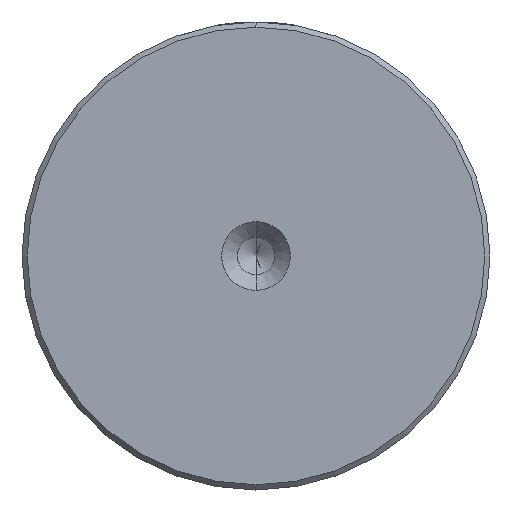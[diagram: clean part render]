
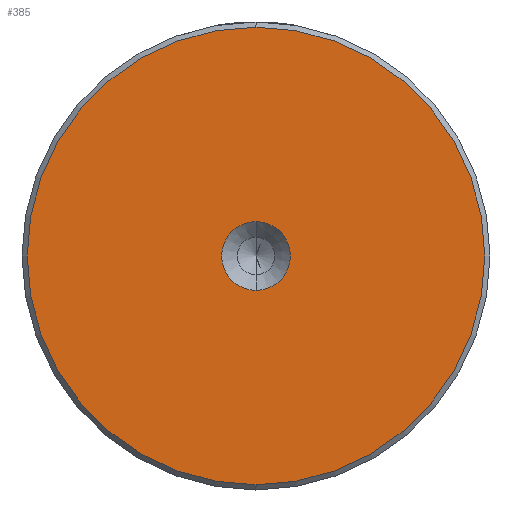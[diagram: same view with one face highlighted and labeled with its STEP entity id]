
A CAD part, left-side view. The second image highlights one B-rep face of the part: STEP entity #385.
In plain terms, the highlighted planar face has unit normal (-1, 0, 0).
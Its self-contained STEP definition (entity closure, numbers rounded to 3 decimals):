
#19 = CARTESIAN_POINT ( 'NONE',  ( 0., 0., -3.3 ) ) ;
#49 = DIRECTION ( 'NONE',  ( 0., 0., 1. ) ) ;
#85 = CARTESIAN_POINT ( 'NONE',  ( 0., 0., 0. ) ) ;
#112 = AXIS2_PLACEMENT_3D ( 'NONE', #977, #955, #948 ) ;
#159 = AXIS2_PLACEMENT_3D ( 'NONE', #85, #1453, #281 ) ;
#179 = CARTESIAN_POINT ( 'NONE',  ( 0., 0., 0. ) ) ;
#199 = VERTEX_POINT ( 'NONE', #19 ) ;
#281 = DIRECTION ( 'NONE',  ( 0., 0., 1. ) ) ;
#319 = VERTEX_POINT ( 'NONE', #1591 ) ;
#342 = AXIS2_PLACEMENT_3D ( 'NONE', #649, #1993, #837 ) ;
#385 = ADVANCED_FACE ( 'NONE', ( #1420, #898 ), #1142, .T. ) ;
#479 = EDGE_CURVE ( 'NONE', #199, #319, #1792, .T. ) ;
#640 = EDGE_LOOP ( 'NONE', ( #1650, #1786 ) ) ;
#649 = CARTESIAN_POINT ( 'NONE',  ( 0., 0., 0. ) ) ;
#650 = AXIS2_PLACEMENT_3D ( 'NONE', #2159, #2171, #1783 ) ;
#837 = DIRECTION ( 'NONE',  ( 0., 0., 1. ) ) ;
#861 = EDGE_CURVE ( 'NONE', #319, #199, #1824, .T. ) ;
#898 = FACE_BOUND ( 'NONE', #640, .T. ) ;
#948 = DIRECTION ( 'NONE',  ( 0., 0., 1. ) ) ;
#955 = DIRECTION ( 'NONE',  ( -1., 0., 0. ) ) ;
#977 = CARTESIAN_POINT ( 'NONE',  ( 0., 0., 0. ) ) ;
#1026 = CIRCLE ( 'NONE', #159, 22. ) ;
#1115 = ORIENTED_EDGE ( 'NONE', *, *, #1946, .T. ) ;
#1123 = VERTEX_POINT ( 'NONE', #1731 ) ;
#1142 = PLANE ( 'NONE',  #112 ) ;
#1197 = ORIENTED_EDGE ( 'NONE', *, *, #2376, .T. ) ;
#1396 = VERTEX_POINT ( 'NONE', #1966 ) ;
#1420 = FACE_OUTER_BOUND ( 'NONE', #2338, .T. ) ;
#1453 = DIRECTION ( 'NONE',  ( -1., 0., 0. ) ) ;
#1591 = CARTESIAN_POINT ( 'NONE',  ( 0., 0., 3.3 ) ) ;
#1650 = ORIENTED_EDGE ( 'NONE', *, *, #861, .F. ) ;
#1731 = CARTESIAN_POINT ( 'NONE',  ( 0., 0., -22. ) ) ;
#1741 = CIRCLE ( 'NONE', #342, 22. ) ;
#1783 = DIRECTION ( 'NONE',  ( 0., 0., 1. ) ) ;
#1786 = ORIENTED_EDGE ( 'NONE', *, *, #479, .F. ) ;
#1792 = CIRCLE ( 'NONE', #650, 3.3 ) ;
#1824 = CIRCLE ( 'NONE', #1872, 3.3 ) ;
#1872 = AXIS2_PLACEMENT_3D ( 'NONE', #179, #2240, #49 ) ;
#1946 = EDGE_CURVE ( 'NONE', #1123, #1396, #1741, .T. ) ;
#1966 = CARTESIAN_POINT ( 'NONE',  ( 0., 0., 22. ) ) ;
#1993 = DIRECTION ( 'NONE',  ( -1., 0., 0. ) ) ;
#2159 = CARTESIAN_POINT ( 'NONE',  ( 0., 0., 0. ) ) ;
#2171 = DIRECTION ( 'NONE',  ( -1., 0., 0. ) ) ;
#2240 = DIRECTION ( 'NONE',  ( -1., 0., 0. ) ) ;
#2338 = EDGE_LOOP ( 'NONE', ( #1115, #1197 ) ) ;
#2376 = EDGE_CURVE ( 'NONE', #1396, #1123, #1026, .T. ) ;
